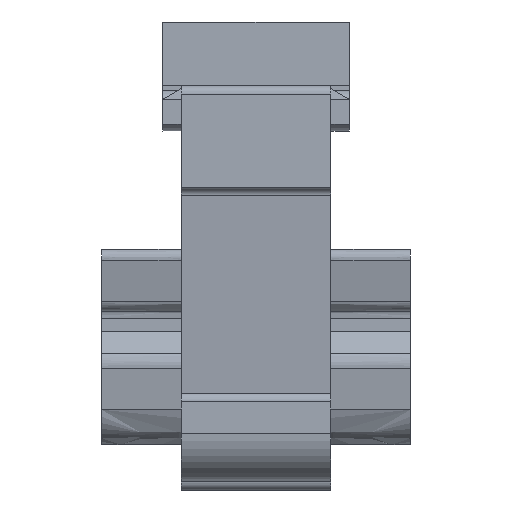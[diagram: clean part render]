
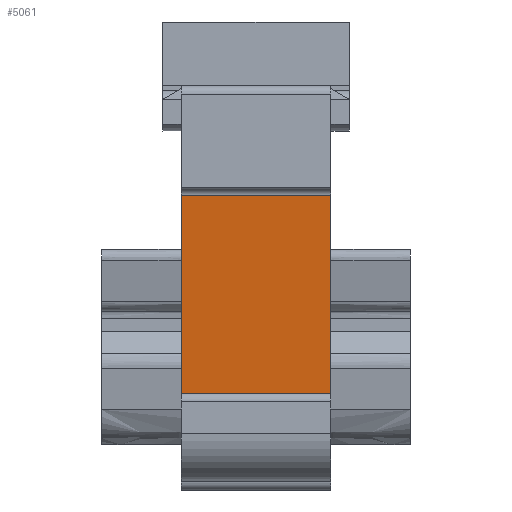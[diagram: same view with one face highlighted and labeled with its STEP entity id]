
A CAD part, front view. The second image highlights one B-rep face of the part: STEP entity #5061.
In plain terms, the highlighted planar face has unit normal (0, -0.996, -0.087).
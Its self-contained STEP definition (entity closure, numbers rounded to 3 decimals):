
#5048=AXIS2_PLACEMENT_3D('Plane Axis2P3D',#5045,#5046,#5047) ;
#775=CARTESIAN_POINT('Vertex',(13.,3.023,16.696)) ;
#778=CARTESIAN_POINT('Line Origine',(13.,3.61,9.992)) ;
#782=CARTESIAN_POINT('Vertex',(13.,4.196,3.289)) ;
#2331=CARTESIAN_POINT('Vertex',(4.5,4.196,3.289)) ;
#2334=CARTESIAN_POINT('Line Origine',(4.5,3.61,9.992)) ;
#2338=CARTESIAN_POINT('Vertex',(4.5,3.023,16.696)) ;
#5032=CARTESIAN_POINT('Line Origine',(13.,4.196,3.289)) ;
#5045=CARTESIAN_POINT('Axis2P3D Location',(13.,3.023,16.696)) ;
#5050=CARTESIAN_POINT('Line Origine',(8.75,3.023,16.696)) ;
#779=DIRECTION('Vector Direction',(0.,-0.087,0.996)) ;
#2335=DIRECTION('Vector Direction',(0.,-0.087,0.996)) ;
#5033=DIRECTION('Vector Direction',(-1.,0.,0.)) ;
#5046=DIRECTION('Axis2P3D Direction',(0.,0.996,0.087)) ;
#5047=DIRECTION('Axis2P3D XDirection',(1.,0.,0.)) ;
#5051=DIRECTION('Vector Direction',(-1.,0.,0.)) ;
#780=VECTOR('Line Direction',#779,1.) ;
#2336=VECTOR('Line Direction',#2335,1.) ;
#5034=VECTOR('Line Direction',#5033,1.) ;
#5052=VECTOR('Line Direction',#5051,1.) ;
#5056=ORIENTED_EDGE('',*,*,#784,.T.) ;
#5057=ORIENTED_EDGE('',*,*,#5054,.T.) ;
#5058=ORIENTED_EDGE('',*,*,#2340,.F.) ;
#5059=ORIENTED_EDGE('',*,*,#5036,.F.) ;
#5061=ADVANCED_FACE('RASTFUSS',(#5060),#5049,.F.) ;
#784=EDGE_CURVE('',#783,#776,#781,.T.) ;
#2340=EDGE_CURVE('',#2332,#2339,#2337,.T.) ;
#5036=EDGE_CURVE('',#783,#2332,#5035,.T.) ;
#5054=EDGE_CURVE('',#776,#2339,#5053,.T.) ;
#5055=EDGE_LOOP('',(#5056,#5057,#5058,#5059)) ;
#5060=FACE_OUTER_BOUND('',#5055,.T.) ;
#781=LINE('Line',#778,#780) ;
#2337=LINE('Line',#2334,#2336) ;
#5035=LINE('Line',#5032,#5034) ;
#5053=LINE('Line',#5050,#5052) ;
#5049=PLANE('',#5048) ;
#776=VERTEX_POINT('',#775) ;
#783=VERTEX_POINT('',#782) ;
#2332=VERTEX_POINT('',#2331) ;
#2339=VERTEX_POINT('',#2338) ;
